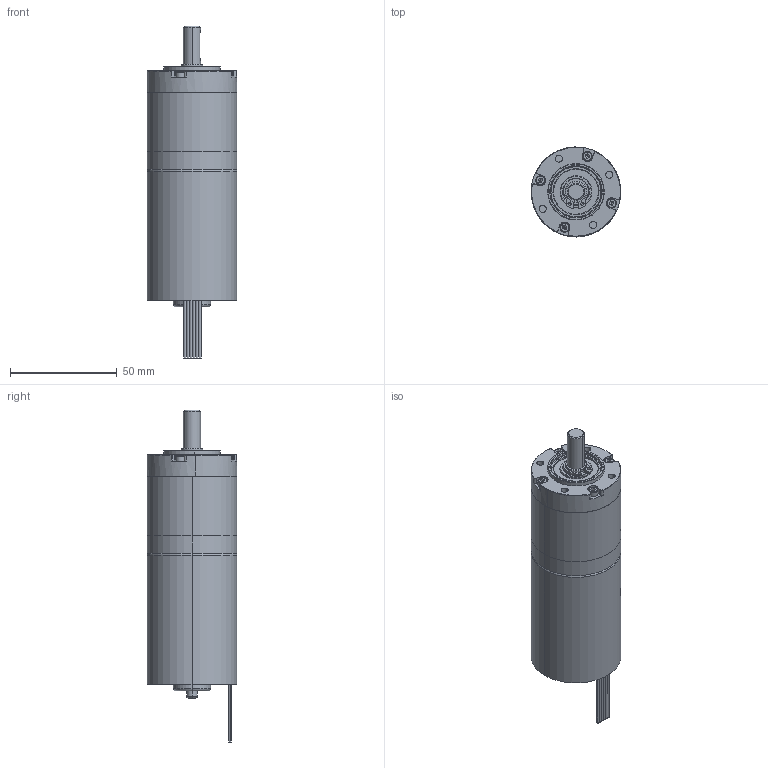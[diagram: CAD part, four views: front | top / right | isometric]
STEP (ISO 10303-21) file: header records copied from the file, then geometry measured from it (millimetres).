
FILE_DESCRIPTION (( 'STEP AP214' ), '1' );
FILE_NAME ('42BLY-AG.STEP', '2022-03-04T02:59:55', ( '' ), ( '' ), 'SwSTEP 2.0', 'SolidWorks 2020', '' );
FILE_SCHEMA (( 'AUTOMOTIVE_DESIGN' ));
Length unit declared in the file: millimetre
Products named in the file (10): 42BLY-AG; 縐銅; PLA36-004綴傷裔; ZZ; PLA36-002怀堤粣; hexagon socket head cap screws gb_GB_FASTENER_SCREWS_HSHCS M2.5X8-N; 42埴拸芃萇儂; PLA36-00蚾饜芞; PLA36-003ヶ傷裔; PLA36-013齿圈
Assembly tree (12 placements, depth 3):
  42BLY-AG
    42埴拸芃萇儂
    PLA36-00蚾饜芞
      PLA36-004綴傷裔
      PLA36-013齿圈
      PLA36-003ヶ傷裔
      PLA36-002怀堤粣
      ZZ
      縐銅
      hexagon socket head cap screws gb_GB_FASTENER_SCREWS_HSHCS M2.5X8-N  x4
Bounding box: 42 x 42 x 155.5 mm (x, y, z)
Volume: 148034.3 mm3; surface area: 33137.4 mm2
Topology: 11 solids, 11 shells, 357 faces, 817 edges, 509 vertices
Faces by surface type: cylinder 151, plane 123, cone 51, torus 32
Entity records: 8929 total; most frequent: DIRECTION 1612, CARTESIAN_POINT 1449, ORIENTED_EDGE 1294, AXIS2_PLACEMENT_3D 679, EDGE_CURVE 647, VERTEX_POINT 410, CIRCLE 381, EDGE_LOOP 351
